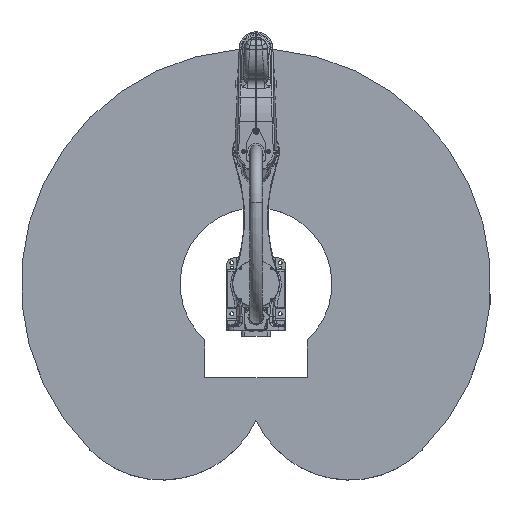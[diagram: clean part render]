
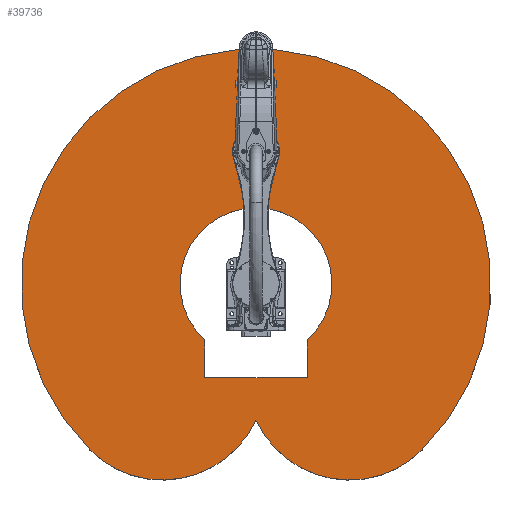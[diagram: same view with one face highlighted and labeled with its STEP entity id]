
A CAD part, top view. The second image highlights one B-rep face of the part: STEP entity #39736.
In plain terms, the highlighted face is planar.
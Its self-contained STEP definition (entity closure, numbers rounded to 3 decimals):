
#714=FACE_BOUND('',#13625,.T.);
#3886=LINE('',#93728,#6322);
#3891=LINE('',#93738,#6327);
#3893=LINE('',#93742,#6329);
#6322=VECTOR('',#52635,10.);
#6327=VECTOR('',#52642,10.);
#6329=VECTOR('',#52646,10.);
#7146=PLANE('',#43443);
#8763=CIRCLE('',#43442,258.78);
#8764=CIRCLE('',#43444,350.);
#8765=CIRCLE('',#43445,800.);
#8766=CIRCLE('',#43446,350.);
#11033=FACE_OUTER_BOUND('',#13624,.T.);
#13624=EDGE_LOOP('',(#34975,#34976,#34977));
#13625=EDGE_LOOP('',(#34978,#34979,#34980,#34981));
#18384=VERTEX_POINT('',#93726);
#18385=VERTEX_POINT('',#93727);
#18388=VERTEX_POINT('',#93735);
#18390=VERTEX_POINT('',#93741);
#18395=VERTEX_POINT('',#93757);
#18396=VERTEX_POINT('',#93758);
#18397=VERTEX_POINT('',#93760);
#23909=EDGE_CURVE('',#18384,#18385,#3886,.T.);
#23914=EDGE_CURVE('',#18385,#18388,#3891,.T.);
#23916=EDGE_CURVE('',#18390,#18384,#3893,.T.);
#23923=EDGE_CURVE('',#18388,#18390,#8763,.T.);
#23924=EDGE_CURVE('',#18395,#18396,#8764,.T.);
#23925=EDGE_CURVE('',#18396,#18397,#8765,.T.);
#23926=EDGE_CURVE('',#18397,#18395,#8766,.T.);
#34975=ORIENTED_EDGE('',*,*,#23924,.T.);
#34976=ORIENTED_EDGE('',*,*,#23925,.T.);
#34977=ORIENTED_EDGE('',*,*,#23926,.T.);
#34978=ORIENTED_EDGE('',*,*,#23914,.T.);
#34979=ORIENTED_EDGE('',*,*,#23923,.T.);
#34980=ORIENTED_EDGE('',*,*,#23916,.T.);
#34981=ORIENTED_EDGE('',*,*,#23909,.T.);
#39736=ADVANCED_FACE('',(#11033,#714),#7146,.F.);
#43442=AXIS2_PLACEMENT_3D('',#93755,#52661,#52662);
#43443=AXIS2_PLACEMENT_3D('',#93756,#52663,#52664);
#43444=AXIS2_PLACEMENT_3D('',#93759,#52665,#52666);
#43445=AXIS2_PLACEMENT_3D('',#93761,#52667,#52668);
#43446=AXIS2_PLACEMENT_3D('',#93762,#52669,#52670);
#52635=DIRECTION('',(0.,-1.,0.));
#52642=DIRECTION('',(1.,0.,0.));
#52646=DIRECTION('',(-1.,0.,0.));
#52661=DIRECTION('center_axis',(0.,0.,1.));
#52662=DIRECTION('ref_axis',(-1.,0.,0.));
#52663=DIRECTION('center_axis',(0.,0.,1.));
#52664=DIRECTION('ref_axis',(1.,0.,0.));
#52665=DIRECTION('center_axis',(0.,0.,-1.));
#52666=DIRECTION('ref_axis',(0.707,-0.707,0.));
#52667=DIRECTION('center_axis',(0.,0.,-1.));
#52668=DIRECTION('ref_axis',(0.707,0.707,0.));
#52669=DIRECTION('center_axis',(0.,0.,-1.));
#52670=DIRECTION('ref_axis',(0.416,-0.909,0.));
#93726=CARTESIAN_POINT('',(-320.,175.,0.));
#93727=CARTESIAN_POINT('',(-320.,-175.,0.));
#93728=CARTESIAN_POINT('',(-320.,-87.5,0.));
#93735=CARTESIAN_POINT('',(-190.636,-175.,0.));
#93738=CARTESIAN_POINT('',(45.314,-175.,0.));
#93741=CARTESIAN_POINT('',(-190.636,175.,0.));
#93742=CARTESIAN_POINT('',(-152.186,175.,0.));
#93755=CARTESIAN_POINT('Origin',(0.,0.,0.));
#93756=CARTESIAN_POINT('Origin',(15.627,0.,
0.));
#93757=CARTESIAN_POINT('',(-463.972,0.,0.));
#93758=CARTESIAN_POINT('',(-565.685,565.685,0.));
#93759=CARTESIAN_POINT('Origin',(-318.198,318.198,0.));
#93760=CARTESIAN_POINT('',(-565.685,-565.685,0.));
#93761=CARTESIAN_POINT('Origin',(0.,0.,0.));
#93762=CARTESIAN_POINT('Origin',(-318.198,-318.198,0.));
